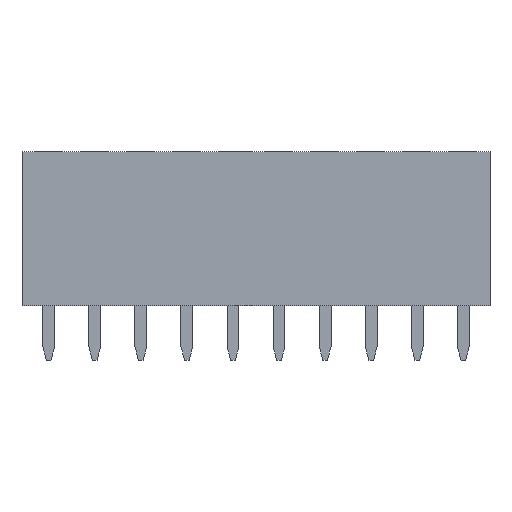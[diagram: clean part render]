
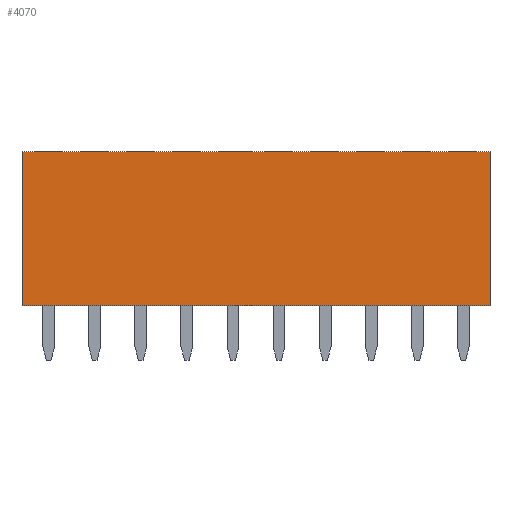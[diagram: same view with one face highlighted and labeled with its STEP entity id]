
A CAD part, front view. The second image highlights one B-rep face of the part: STEP entity #4070.
In plain terms, the highlighted planar face has unit normal (0, -1, 0).
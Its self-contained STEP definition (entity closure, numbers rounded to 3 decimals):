
#187 = LINE ( 'NONE', #3466, #3036 ) ;
#372 = DIRECTION ( 'NONE',  ( 1., 0., 0. ) ) ;
#374 = LINE ( 'NONE', #3837, #3459 ) ;
#507 = ORIENTED_EDGE ( 'NONE', *, *, #4180, .F. ) ;
#696 = CARTESIAN_POINT ( 'NONE',  ( 0., 0., 8.5 ) ) ;
#968 = VERTEX_POINT ( 'NONE', #2452 ) ;
#1005 = CARTESIAN_POINT ( 'NONE',  ( 25.8, 0., 0. ) ) ;
#1180 = DIRECTION ( 'NONE',  ( 1., 0., 0. ) ) ;
#1261 = CARTESIAN_POINT ( 'NONE',  ( 25.8, 0., 8.5 ) ) ;
#1474 = DIRECTION ( 'NONE',  ( 0., 0., 1. ) ) ;
#1564 = EDGE_LOOP ( 'NONE', ( #1647, #3481, #507, #4122 ) ) ;
#1577 = VECTOR ( 'NONE', #3938, 1000. ) ;
#1647 = ORIENTED_EDGE ( 'NONE', *, *, #4385, .T. ) ;
#1663 = VERTEX_POINT ( 'NONE', #1261 ) ;
#2020 = CARTESIAN_POINT ( 'NONE',  ( 0., 0., 8.5 ) ) ;
#2452 = CARTESIAN_POINT ( 'NONE',  ( 0., 0., 8.5 ) ) ;
#2491 = LINE ( 'NONE', #2020, #1577 ) ;
#2847 = LINE ( 'NONE', #3134, #4792 ) ;
#2976 = VERTEX_POINT ( 'NONE', #1005 ) ;
#3012 = PLANE ( 'NONE',  #3567 ) ;
#3036 = VECTOR ( 'NONE', #372, 1000. ) ;
#3134 = CARTESIAN_POINT ( 'NONE',  ( 0., 0., 0. ) ) ;
#3238 = CARTESIAN_POINT ( 'NONE',  ( 0., 0., 0. ) ) ;
#3459 = VECTOR ( 'NONE', #4236, 1000. ) ;
#3466 = CARTESIAN_POINT ( 'NONE',  ( 0., 0., 8.5 ) ) ;
#3481 = ORIENTED_EDGE ( 'NONE', *, *, #4278, .F. ) ;
#3567 = AXIS2_PLACEMENT_3D ( 'NONE', #696, #3783, #1474 ) ;
#3783 = DIRECTION ( 'NONE',  ( 0., 1., 0. ) ) ;
#3837 = CARTESIAN_POINT ( 'NONE',  ( 25.8, 0., 8.5 ) ) ;
#3938 = DIRECTION ( 'NONE',  ( 0., 0., -1. ) ) ;
#4070 = ADVANCED_FACE ( 'NONE', ( #4674 ), #3012, .F. ) ;
#4122 = ORIENTED_EDGE ( 'NONE', *, *, #4452, .T. ) ;
#4180 = EDGE_CURVE ( 'NONE', #968, #1663, #187, .T. ) ;
#4236 = DIRECTION ( 'NONE',  ( 0., 0., -1. ) ) ;
#4278 = EDGE_CURVE ( 'NONE', #1663, #2976, #374, .T. ) ;
#4385 = EDGE_CURVE ( 'NONE', #4554, #2976, #2847, .T. ) ;
#4452 = EDGE_CURVE ( 'NONE', #968, #4554, #2491, .T. ) ;
#4554 = VERTEX_POINT ( 'NONE', #3238 ) ;
#4674 = FACE_OUTER_BOUND ( 'NONE', #1564, .T. ) ;
#4792 = VECTOR ( 'NONE', #1180, 1000. ) ;
